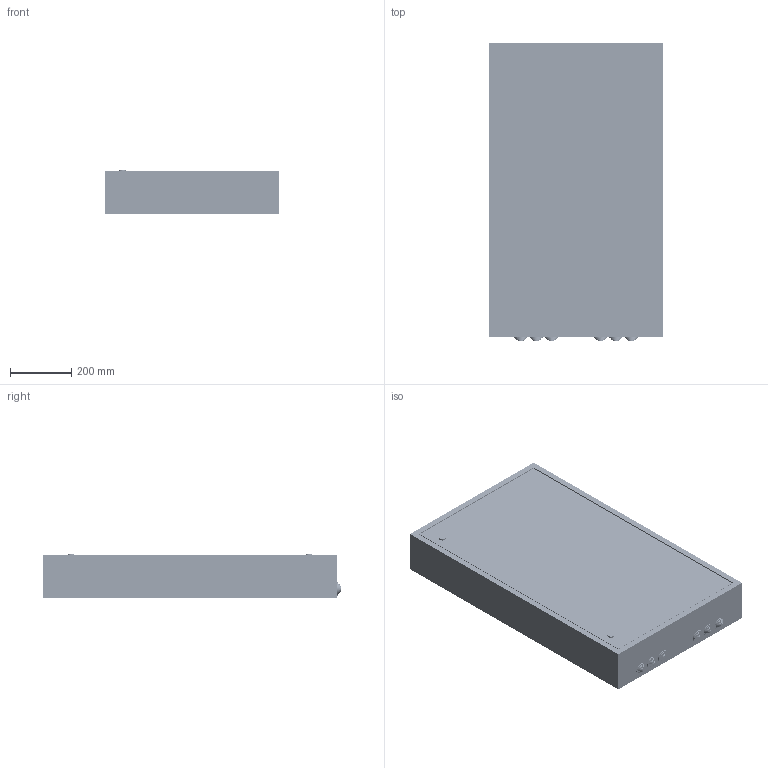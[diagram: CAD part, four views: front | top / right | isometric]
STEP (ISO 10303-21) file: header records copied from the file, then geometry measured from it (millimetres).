
FILE_DESCRIPTION (( 'STEP AP214' ), '1' );
FILE_NAME ('ÊÈÂÀ 223.00.00-15ÑÁ óïðîù.STEP', '2024-10-03T10:18:33', ( '' ), ( '' ), 'SwSTEP 2.0', 'SolidWorks 2022', '' );
FILE_SCHEMA (( 'AUTOMOTIVE_DESIGN' ));
Length unit declared in the file: millimetre
Products named in the file (1): КИВА 223.00.00-15СБ упрощ
Bounding box: 570 x 973.01 x 143.5 mm (x, y, z)
Volume: 6025345.1 mm3; surface area: 5353427.5 mm2
Topology: 65 solids, 87 shells, 6655 faces, 18116 edges, 12004 vertices
Faces by surface type: plane 4447, cylinder 1566, cone 224, bspline 192, sphere 130, torus 96
Entity records: 299149 total; most frequent: CARTESIAN_POINT 55972, ORIENTED_EDGE 36192, DIRECTION 33358, EDGE_CURVE 18096, LINE 12854, VECTOR 12854, VERTEX_POINT 12002, AXIS2_PLACEMENT_3D 10252
